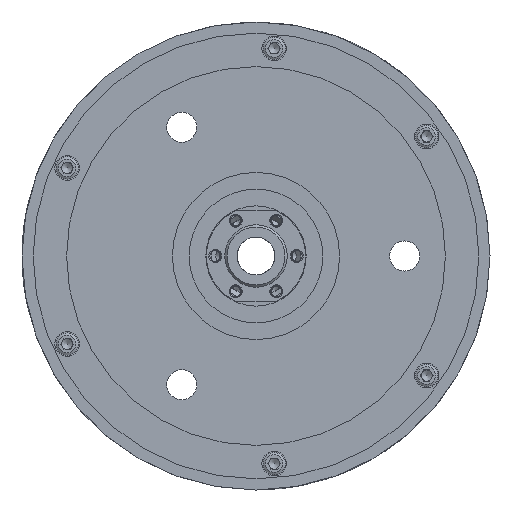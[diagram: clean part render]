
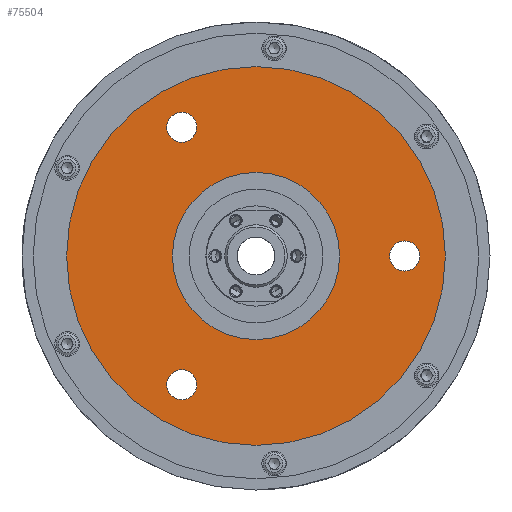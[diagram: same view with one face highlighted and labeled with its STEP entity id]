
A CAD part, left-side view. The second image highlights one B-rep face of the part: STEP entity #75504.
In plain terms, the highlighted planar face has unit normal (-1, 0, 0).
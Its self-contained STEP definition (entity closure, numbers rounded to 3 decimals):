
#37730=ORIENTED_EDGE('',*,*,#49143,.F.);
#37731=ORIENTED_EDGE('',*,*,#48957,.F.);
#37732=ORIENTED_EDGE('',*,*,#49039,.T.);
#37733=ORIENTED_EDGE('',*,*,#49198,.F.);
#37734=ORIENTED_EDGE('',*,*,#49197,.T.);
#48957=EDGE_CURVE('',#56446,#56446,#58393,.T.);
#49039=EDGE_CURVE('',#56512,#56512,#58423,.T.);
#49143=EDGE_CURVE('',#56578,#56578,#58455,.T.);
#49197=EDGE_CURVE('',#56615,#56615,#58475,.T.);
#49198=EDGE_CURVE('',#56616,#56616,#58476,.T.);
#56446=VERTEX_POINT('',#124818);
#56512=VERTEX_POINT('',#124995);
#56578=VERTEX_POINT('',#125206);
#56615=VERTEX_POINT('',#125319);
#56616=VERTEX_POINT('',#125322);
#58393=CIRCLE('',#81869,6.75);
#58423=CIRCLE('',#81928,6.75);
#58455=CIRCLE('',#82001,6.75);
#58475=CIRCLE('',#82043,37.5);
#58476=CIRCLE('',#82045,85.);
#63103=EDGE_LOOP('',(#37730));
#63104=EDGE_LOOP('',(#37731));
#63105=EDGE_LOOP('',(#37732));
#63106=EDGE_LOOP('',(#37733));
#63107=EDGE_LOOP('',(#37734));
#68063=FACE_BOUND('',#63103,.T.);
#68064=FACE_BOUND('',#63104,.T.);
#68065=FACE_BOUND('',#63105,.T.);
#68066=FACE_BOUND('',#63106,.T.);
#68067=FACE_BOUND('',#63107,.T.);
#71651=PLANE('',#82044);
#75504=ADVANCED_FACE('',(#68063,#68064,#68065,#68066,#68067),#71651,.T.);
#81869=AXIS2_PLACEMENT_3D('',#124817,#101297,#101298);
#81928=AXIS2_PLACEMENT_3D('',#124994,#101467,#101468);
#82001=AXIS2_PLACEMENT_3D('',#125205,#101685,#101686);
#82043=AXIS2_PLACEMENT_3D('',#125318,#101803,#101804);
#82044=AXIS2_PLACEMENT_3D('',#125320,#101805,#101806);
#82045=AXIS2_PLACEMENT_3D('',#125321,#101807,#101808);
#101297=DIRECTION('',(-1.,0.,0.));
#101298=DIRECTION('',(0.,-0.866,-0.5));
#101467=DIRECTION('',(1.,0.,0.));
#101468=DIRECTION('',(0.,0.866,0.5));
#101685=DIRECTION('',(-1.,0.,0.));
#101686=DIRECTION('',(0.,0.,1.));
#101803=DIRECTION('',(1.,0.,0.));
#101804=DIRECTION('',(0.,0.,-1.));
#101805=DIRECTION('',(-1.,0.,0.));
#101806=DIRECTION('',(0.,0.,1.));
#101807=DIRECTION('',(1.,0.,0.));
#101808=DIRECTION('',(0.,0.,-1.));
#124817=CARTESIAN_POINT('',(-93.5,33.338,57.742));
#124818=CARTESIAN_POINT('',(-93.5,27.492,54.367));
#124994=CARTESIAN_POINT('',(-93.5,-66.675,0.));
#124995=CARTESIAN_POINT('',(-93.5,-60.829,3.375));
#125205=CARTESIAN_POINT('',(-93.5,33.338,-57.742));
#125206=CARTESIAN_POINT('',(-93.5,33.338,-50.992));
#125318=CARTESIAN_POINT('',(-93.5,0.,0.));
#125319=CARTESIAN_POINT('',(-93.5,0.,-37.5));
#125320=CARTESIAN_POINT('',(-93.5,42.5,-73.612));
#125321=CARTESIAN_POINT('',(-93.5,0.,0.));
#125322=CARTESIAN_POINT('',(-93.5,0.,-85.));
